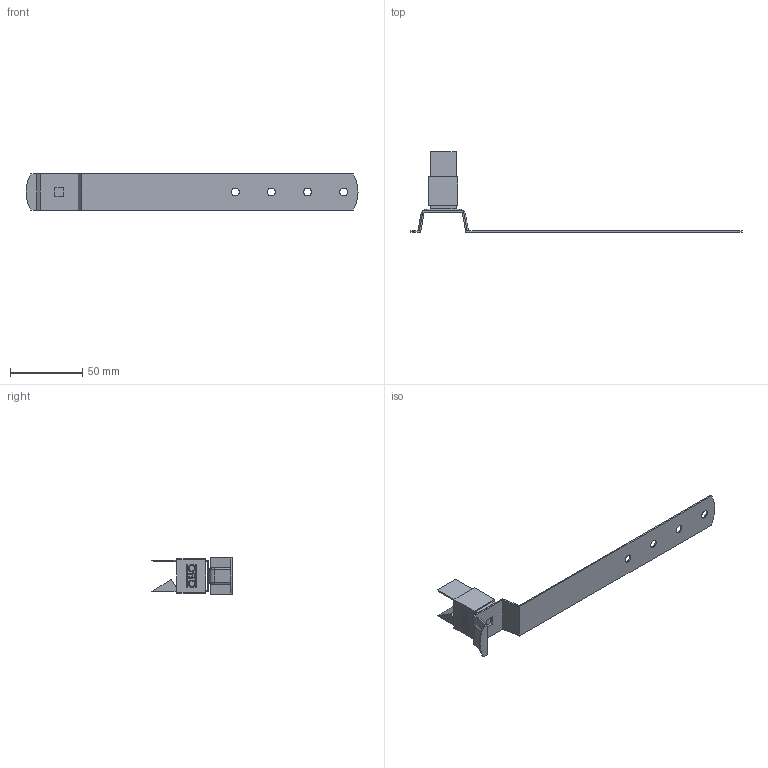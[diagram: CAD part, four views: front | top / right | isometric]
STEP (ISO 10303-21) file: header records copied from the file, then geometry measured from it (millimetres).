
FILE_DESCRIPTION(('CoCreate Modeling STEP Export'),'2;1');
FILE_NAME('5216192.stp','2016-08-02T 8:21:00',(''),(''),'CoCreate Modeling STEP processor for AP214 (Solid Model)','CoCreate Modeling 16.00D 29-May-2009 (C) Parametric Technology GmbH','');
FILE_SCHEMA(('AUTOMOTIVE_DESIGN { 1 0 10303 214 1 1 1 1 }'));
Length unit declared in the file: millimetre
Products named in the file (4): 177VA.1.1; 177VA.1; Unterteil; Dachleitungshalter.1
Assembly tree (3 placements, depth 2):
  Dachleitungshalter.1
    Unterteil
    177VA.1
    177VA.1.1
Bounding box: 230 x 55.98 x 25 mm (x, y, z)
Volume: 10513.6 mm3; surface area: 20118 mm2
Topology: 3 solids, 3 shells, 233 faces, 584 edges, 384 vertices
Faces by surface type: plane 137, cylinder 60, extrusion 24, torus 12
Entity records: 8217 total; most frequent: CARTESIAN_POINT 2793, ORIENTED_EDGE 1168, DIRECTION 944, EDGE_CURVE 584, VECTOR 406, LINE 390, VERTEX_POINT 384, EDGE_LOOP 270
